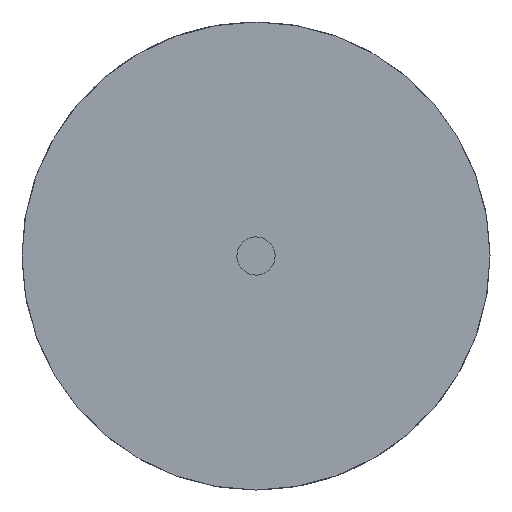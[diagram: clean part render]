
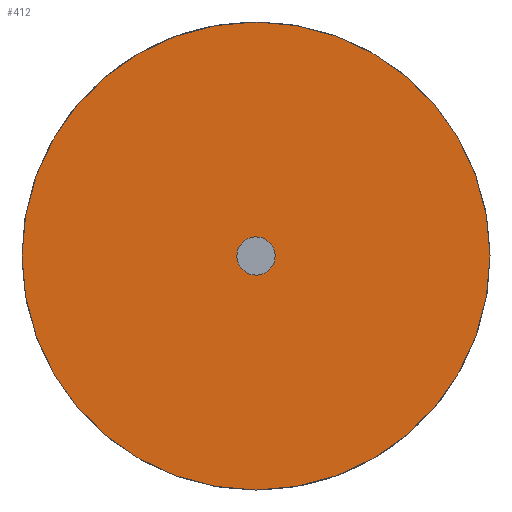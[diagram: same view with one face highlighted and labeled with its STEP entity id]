
A CAD part, front view. The second image highlights one B-rep face of the part: STEP entity #412.
In plain terms, the highlighted planar face has unit normal (0, 1, 0).
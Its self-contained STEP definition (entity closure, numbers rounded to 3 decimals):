
#38=AXIS2_PLACEMENT_3D('Circle Axis2P3D',#36,#37,$) ;
#73=AXIS2_PLACEMENT_3D('Circle Axis2P3D',#71,#72,$) ;
#105=AXIS2_PLACEMENT_3D('Circle Axis2P3D',#103,#104,$) ;
#148=AXIS2_PLACEMENT_3D('Circle Axis2P3D',#146,#147,$) ;
#402=AXIS2_PLACEMENT_3D('Plane Axis2P3D',#399,#400,#401) ;
#36=CARTESIAN_POINT('Axis2P3D Location',(0.,-1.2,0.)) ;
#40=CARTESIAN_POINT('Vertex',(0.108,-1.2,0.197)) ;
#42=CARTESIAN_POINT('Vertex',(-0.108,-1.2,-0.197)) ;
#71=CARTESIAN_POINT('Axis2P3D Location',(0.,-1.2,0.)) ;
#103=CARTESIAN_POINT('Axis2P3D Location',(0.,-1.2,0.)) ;
#107=CARTESIAN_POINT('Vertex',(0.,-1.2,2.75)) ;
#109=CARTESIAN_POINT('Vertex',(0.,-1.2,-2.75)) ;
#146=CARTESIAN_POINT('Axis2P3D Location',(0.,-1.2,0.)) ;
#399=CARTESIAN_POINT('Axis2P3D Location',(0.,-1.2,-0.75)) ;
#37=DIRECTION('Axis2P3D Direction',(-0.,1.,0.)) ;
#72=DIRECTION('Axis2P3D Direction',(-0.,1.,0.)) ;
#104=DIRECTION('Axis2P3D Direction',(-0.,1.,0.)) ;
#147=DIRECTION('Axis2P3D Direction',(-0.,1.,0.)) ;
#400=DIRECTION('Axis2P3D Direction',(-0.,1.,0.)) ;
#401=DIRECTION('Axis2P3D XDirection',(1.,0.,0.)) ;
#405=ORIENTED_EDGE('',*,*,#111,.T.) ;
#406=ORIENTED_EDGE('',*,*,#150,.T.) ;
#409=ORIENTED_EDGE('',*,*,#44,.F.) ;
#410=ORIENTED_EDGE('',*,*,#75,.F.) ;
#411=FACE_BOUND('',#408,.T.) ;
#412=ADVANCED_FACE('Trim.1',(#407,#411),#403,.T.) ;
#39=CIRCLE('generated circle',#38,0.225) ;
#74=CIRCLE('generated circle',#73,0.225) ;
#106=CIRCLE('generated circle',#105,2.75) ;
#149=CIRCLE('generated circle',#148,2.75) ;
#44=EDGE_CURVE('',#41,#43,#39,.T.) ;
#75=EDGE_CURVE('',#43,#41,#74,.T.) ;
#111=EDGE_CURVE('',#108,#110,#106,.T.) ;
#150=EDGE_CURVE('',#110,#108,#149,.T.) ;
#404=EDGE_LOOP('',(#405,#406)) ;
#408=EDGE_LOOP('',(#409,#410)) ;
#407=FACE_OUTER_BOUND('',#404,.T.) ;
#403=PLANE('',#402) ;
#41=VERTEX_POINT('',#40) ;
#43=VERTEX_POINT('',#42) ;
#108=VERTEX_POINT('',#107) ;
#110=VERTEX_POINT('',#109) ;
